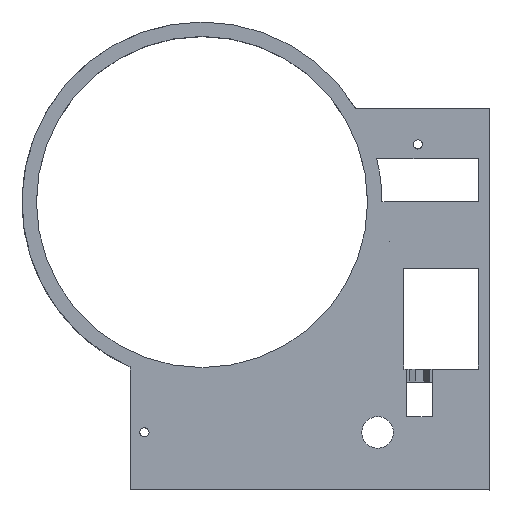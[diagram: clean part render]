
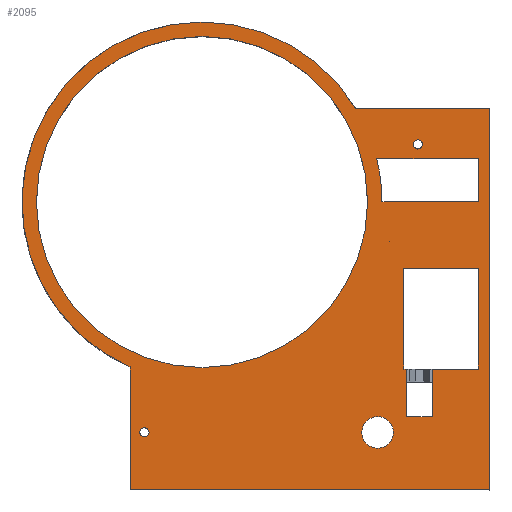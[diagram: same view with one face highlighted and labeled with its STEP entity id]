
A CAD part, top view. The second image highlights one B-rep face of the part: STEP entity #2095.
In plain terms, the highlighted planar face has unit normal (0, 0, 1).
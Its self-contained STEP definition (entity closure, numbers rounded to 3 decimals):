
#28=CIRCLE('',#2177,62.5);
#29=CIRCLE('',#2178,62.5);
#30=CIRCLE('',#2179,57.5);
#31=CIRCLE('',#2180,1.6);
#32=CIRCLE('',#2181,1.6);
#33=CIRCLE('',#2182,5.5);
#55=FACE_BOUND('',#305,.T.);
#56=FACE_BOUND('',#306,.T.);
#57=FACE_BOUND('',#307,.T.);
#58=FACE_BOUND('',#308,.T.);
#59=FACE_BOUND('',#309,.T.);
#60=FACE_BOUND('',#310,.T.);
#61=FACE_BOUND('',#311,.T.);
#62=FACE_BOUND('',#312,.T.);
#95=PLANE('',#2176);
#191=FACE_OUTER_BOUND('',#304,.T.);
#304=EDGE_LOOP('',(#1752,#1753,#1754,#1755,#1756,#1757,#1758));
#305=EDGE_LOOP('',(#1759,#1760,#1761,#1762,#1763,#1764,#1765,#1766));
#306=EDGE_LOOP('',(#1767,#1768,#1769,#1770));
#307=EDGE_LOOP('',(#1771));
#308=EDGE_LOOP('',(#1772));
#309=EDGE_LOOP('',(#1773));
#310=EDGE_LOOP('',(#1774,#1775));
#311=EDGE_LOOP('',(#1776));
#312=EDGE_LOOP('',(#1777));
#462=LINE('',#3790,#665);
#472=LINE('',#3809,#675);
#480=LINE('',#3825,#683);
#488=LINE('',#3840,#691);
#490=LINE('',#3845,#693);
#491=LINE('',#3847,#694);
#492=LINE('',#3851,#695);
#493=LINE('',#3853,#696);
#494=LINE('',#3855,#697);
#495=LINE('',#3856,#698);
#496=LINE('',#3857,#699);
#497=LINE('',#3859,#700);
#498=LINE('',#3861,#701);
#499=LINE('',#3862,#702);
#500=LINE('',#3865,#703);
#501=LINE('',#3867,#704);
#502=LINE('',#3870,#705);
#503=LINE('',#3874,#706);
#504=LINE('',#3879,#707);
#505=LINE('',#3880,#708);
#665=VECTOR('',#2383,10.);
#675=VECTOR('',#2397,10.);
#683=VECTOR('',#2405,10.);
#691=VECTOR('',#2417,10.);
#693=VECTOR('',#2421,10.);
#694=VECTOR('',#2422,10.);
#695=VECTOR('',#2425,10.);
#696=VECTOR('',#2426,10.);
#697=VECTOR('',#2427,10.);
#698=VECTOR('',#2428,10.);
#699=VECTOR('',#2429,10.);
#700=VECTOR('',#2430,10.);
#701=VECTOR('',#2431,10.);
#702=VECTOR('',#2432,10.);
#703=VECTOR('',#2433,10.);
#704=VECTOR('',#2434,10.);
#705=VECTOR('',#2437,10.);
#706=VECTOR('',#2440,10.);
#707=VECTOR('',#2443,10.);
#708=VECTOR('',#2444,10.);
#982=VERTEX_POINT('',#3787);
#983=VERTEX_POINT('',#3789);
#990=VERTEX_POINT('',#3808);
#997=VERTEX_POINT('',#3822);
#998=VERTEX_POINT('',#3824);
#1003=VERTEX_POINT('',#3839);
#1004=VERTEX_POINT('',#3843);
#1005=VERTEX_POINT('',#3844);
#1006=VERTEX_POINT('',#3846);
#1007=VERTEX_POINT('',#3848);
#1008=VERTEX_POINT('',#3850);
#1009=VERTEX_POINT('',#3852);
#1010=VERTEX_POINT('',#3854);
#1011=VERTEX_POINT('',#3858);
#1012=VERTEX_POINT('',#3860);
#1013=VERTEX_POINT('',#3863);
#1014=VERTEX_POINT('',#3864);
#1015=VERTEX_POINT('',#3866);
#1016=VERTEX_POINT('',#3868);
#1017=VERTEX_POINT('',#3871);
#1018=VERTEX_POINT('',#3873);
#1019=VERTEX_POINT('',#3875);
#1020=VERTEX_POINT('',#3877);
#1021=VERTEX_POINT('',#3878);
#1022=VERTEX_POINT('',#3881);
#1023=VERTEX_POINT('',#3883);
#1245=EDGE_CURVE('',#983,#982,#462,.T.);
#1255=EDGE_CURVE('',#983,#990,#472,.T.);
#1263=EDGE_CURVE('',#997,#998,#480,.T.);
#1271=EDGE_CURVE('',#1003,#998,#488,.T.);
#1273=EDGE_CURVE('',#1004,#1005,#490,.T.);
#1274=EDGE_CURVE('',#1004,#1006,#491,.T.);
#1275=EDGE_CURVE('',#1007,#1006,#28,.T.);
#1276=EDGE_CURVE('',#1008,#1007,#492,.T.);
#1277=EDGE_CURVE('',#1008,#1009,#493,.T.);
#1278=EDGE_CURVE('',#1010,#1009,#494,.T.);
#1279=EDGE_CURVE('',#1005,#1010,#495,.T.);
#1280=EDGE_CURVE('',#982,#1003,#496,.T.);
#1281=EDGE_CURVE('',#1011,#997,#497,.T.);
#1282=EDGE_CURVE('',#1011,#1012,#498,.T.);
#1283=EDGE_CURVE('',#990,#1012,#499,.T.);
#1284=EDGE_CURVE('',#1013,#1014,#500,.T.);
#1285=EDGE_CURVE('',#1013,#1015,#501,.T.);
#1286=EDGE_CURVE('',#1016,#1015,#29,.T.);
#1287=EDGE_CURVE('',#1014,#1016,#502,.T.);
#1288=EDGE_CURVE('',#1017,#1017,#30,.T.);
#1289=EDGE_CURVE('',#1018,#1018,#503,.T.);
#1290=EDGE_CURVE('',#1019,#1019,#31,.T.);
#1291=EDGE_CURVE('',#1020,#1021,#504,.T.);
#1292=EDGE_CURVE('',#1021,#1020,#505,.T.);
#1293=EDGE_CURVE('',#1022,#1022,#32,.T.);
#1294=EDGE_CURVE('',#1023,#1023,#33,.T.);
#1752=ORIENTED_EDGE('',*,*,#1273,.F.);
#1753=ORIENTED_EDGE('',*,*,#1274,.T.);
#1754=ORIENTED_EDGE('',*,*,#1275,.F.);
#1755=ORIENTED_EDGE('',*,*,#1276,.F.);
#1756=ORIENTED_EDGE('',*,*,#1277,.T.);
#1757=ORIENTED_EDGE('',*,*,#1278,.F.);
#1758=ORIENTED_EDGE('',*,*,#1279,.F.);
#1759=ORIENTED_EDGE('',*,*,#1280,.T.);
#1760=ORIENTED_EDGE('',*,*,#1271,.T.);
#1761=ORIENTED_EDGE('',*,*,#1263,.F.);
#1762=ORIENTED_EDGE('',*,*,#1281,.F.);
#1763=ORIENTED_EDGE('',*,*,#1282,.T.);
#1764=ORIENTED_EDGE('',*,*,#1283,.F.);
#1765=ORIENTED_EDGE('',*,*,#1255,.F.);
#1766=ORIENTED_EDGE('',*,*,#1245,.T.);
#1767=ORIENTED_EDGE('',*,*,#1284,.F.);
#1768=ORIENTED_EDGE('',*,*,#1285,.T.);
#1769=ORIENTED_EDGE('',*,*,#1286,.F.);
#1770=ORIENTED_EDGE('',*,*,#1287,.F.);
#1771=ORIENTED_EDGE('',*,*,#1288,.T.);
#1772=ORIENTED_EDGE('',*,*,#1289,.F.);
#1773=ORIENTED_EDGE('',*,*,#1290,.F.);
#1774=ORIENTED_EDGE('',*,*,#1291,.F.);
#1775=ORIENTED_EDGE('',*,*,#1292,.F.);
#1776=ORIENTED_EDGE('',*,*,#1293,.F.);
#1777=ORIENTED_EDGE('',*,*,#1294,.F.);
#2095=ADVANCED_FACE('',(#191,#55,#56,#57,#58,#59,#60,#61,#62),#95,.F.);
#2176=AXIS2_PLACEMENT_3D('',#3842,#2419,#2420);
#2177=AXIS2_PLACEMENT_3D('',#3849,#2423,#2424);
#2178=AXIS2_PLACEMENT_3D('',#3869,#2435,#2436);
#2179=AXIS2_PLACEMENT_3D('',#3872,#2438,#2439);
#2180=AXIS2_PLACEMENT_3D('',#3876,#2441,#2442);
#2181=AXIS2_PLACEMENT_3D('',#3882,#2445,#2446);
#2182=AXIS2_PLACEMENT_3D('',#3884,#2447,#2448);
#2383=DIRECTION('',(0.,-1.,0.));
#2397=DIRECTION('',(1.,0.,0.));
#2405=DIRECTION('',(1.,0.,0.));
#2417=DIRECTION('',(0.,1.,0.));
#2419=DIRECTION('center_axis',(0.,0.,
-1.));
#2420=DIRECTION('ref_axis',(1.,0.,0.));
#2421=DIRECTION('',(0.,-1.,0.));
#2422=DIRECTION('',(-1.,0.,0.));
#2423=DIRECTION('center_axis',(0.,0.,
-1.));
#2424=DIRECTION('ref_axis',(1.,0.,0.));
#2425=DIRECTION('',(0.,1.,0.));
#2426=DIRECTION('',(0.,-1.,0.));
#2427=DIRECTION('',(0.,1.,0.));
#2428=DIRECTION('',(-1.,0.,0.));
#2429=DIRECTION('',(-1.,0.,0.));
#2430=DIRECTION('',(0.,-1.,0.));
#2431=DIRECTION('',(1.,0.,0.));
#2432=DIRECTION('',(0.,1.,0.));
#2433=DIRECTION('',(0.,1.,0.));
#2434=DIRECTION('',(-1.,0.,0.));
#2435=DIRECTION('center_axis',(0.,0.,
-1.));
#2436=DIRECTION('ref_axis',(1.,0.,0.));
#2437=DIRECTION('',(-1.,0.,0.));
#2438=DIRECTION('center_axis',(0.,0.,
-1.));
#2439=DIRECTION('ref_axis',(1.,0.,0.));
#2440=DIRECTION('',(-0.695,-0.719,0.));
#2441=DIRECTION('center_axis',(0.,0.,
1.));
#2442=DIRECTION('ref_axis',(1.,0.,0.));
#2443=DIRECTION('',(1.,-0.003,0.));
#2444=DIRECTION('',(-0.707,-0.707,0.));
#2445=DIRECTION('center_axis',(0.,0.,
1.));
#2446=DIRECTION('ref_axis',(1.,0.,0.));
#2447=DIRECTION('center_axis',(0.,0.,
1.));
#2448=DIRECTION('ref_axis',(1.,0.,0.));
#3787=CARTESIAN_POINT('',(-145.,-99.5,0.));
#3789=CARTESIAN_POINT('',(-145.,-83.,0.));
#3790=CARTESIAN_POINT('',(-145.,-63.,0.));
#3808=CARTESIAN_POINT('',(-129.,-83.,0.));
#3809=CARTESIAN_POINT('',(-152.,-83.,0.));
#3822=CARTESIAN_POINT('',(-155.,-83.,0.));
#3824=CARTESIAN_POINT('',(-154.,-83.,0.));
#3825=CARTESIAN_POINT('',(-152.,-83.,0.));
#3839=CARTESIAN_POINT('',(-154.,-99.5,0.));
#3840=CARTESIAN_POINT('',(-154.,-63.,0.));
#3842=CARTESIAN_POINT('Origin',(-127.,-43.,0.));
#3843=CARTESIAN_POINT('',(-125.,7.5,0.));
#3844=CARTESIAN_POINT('',(-125.,-125.,0.));
#3845=CARTESIAN_POINT('',(-125.,10.,0.));
#3846=CARTESIAN_POINT('',(-171.615,7.5,0.));
#3847=CARTESIAN_POINT('',(-90.,7.5,0.));
#3848=CARTESIAN_POINT('',(-250.,-82.282,0.));
#3849=CARTESIAN_POINT('Origin',(-225.,-25.,0.));
#3850=CARTESIAN_POINT('',(-250.,-95.,0.));
#3851=CARTESIAN_POINT('',(-250.,-95.,0.));
#3852=CARTESIAN_POINT('',(-250.,-118.,0.));
#3853=CARTESIAN_POINT('',(-250.,-95.,0.));
#3854=CARTESIAN_POINT('',(-250.,-125.,0.));
#3855=CARTESIAN_POINT('',(-250.,-125.,0.));
#3856=CARTESIAN_POINT('',(-121.,-125.,0.));
#3857=CARTESIAN_POINT('',(-136.5,-99.5,0.));
#3858=CARTESIAN_POINT('',(-155.,-48.,0.));
#3859=CARTESIAN_POINT('',(-155.,-10.,0.));
#3860=CARTESIAN_POINT('',(-129.,-48.,0.));
#3861=CARTESIAN_POINT('',(-143.,-48.,0.));
#3862=CARTESIAN_POINT('',(-129.,-83.,0.));
#3863=CARTESIAN_POINT('',(-129.,-25.,0.));
#3864=CARTESIAN_POINT('',(-129.,-10.,0.));
#3865=CARTESIAN_POINT('',(-129.,-83.,0.));
#3866=CARTESIAN_POINT('',(-162.5,-25.,0.));
#3867=CARTESIAN_POINT('',(-155.,-25.,0.));
#3868=CARTESIAN_POINT('',(-164.327,-10.,0.));
#3869=CARTESIAN_POINT('Origin',(-225.,-25.,0.));
#3870=CARTESIAN_POINT('',(-85.673,-10.,0.));
#3871=CARTESIAN_POINT('',(-282.5,-25.,0.));
#3872=CARTESIAN_POINT('Origin',(-225.,-25.,0.));
#3873=CARTESIAN_POINT('',(-160.,-38.64,0.));
#3874=CARTESIAN_POINT('',(-160.,-38.64,0.));
#3875=CARTESIAN_POINT('',(-151.6,-5.,0.));
#3876=CARTESIAN_POINT('Origin',(-150.,-5.,0.));
#3877=CARTESIAN_POINT('',(-211.36,-90.,0.));
#3878=CARTESIAN_POINT('',(-211.36,-90.,0.));
#3879=CARTESIAN_POINT('',(-211.36,-90.,0.));
#3880=CARTESIAN_POINT('',(-211.36,-90.,0.));
#3881=CARTESIAN_POINT('',(-246.6,-105.,0.));
#3882=CARTESIAN_POINT('Origin',(-245.,-105.,0.));
#3883=CARTESIAN_POINT('',(-169.5,-105.,0.));
#3884=CARTESIAN_POINT('Origin',(-164.,-105.,0.));
